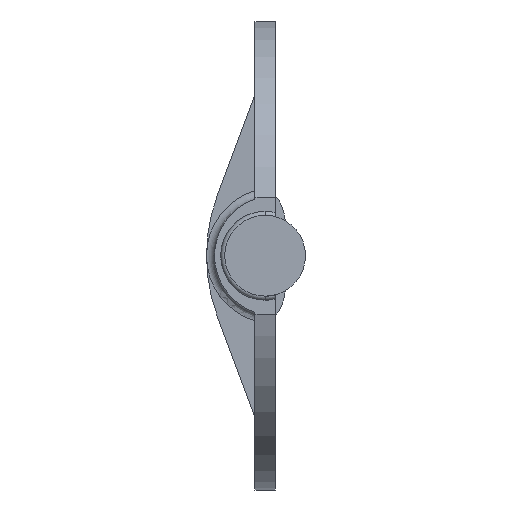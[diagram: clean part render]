
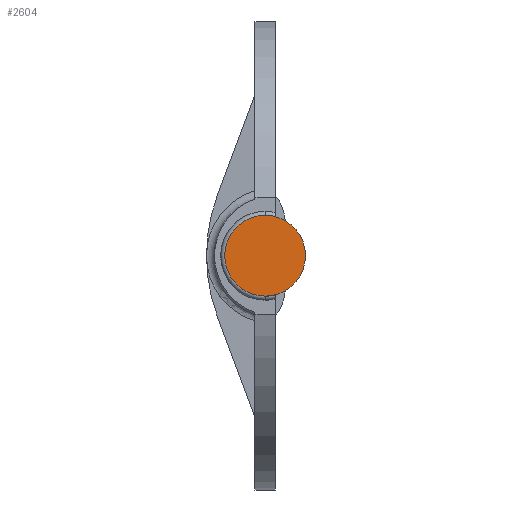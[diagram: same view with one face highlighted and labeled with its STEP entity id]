
A CAD part, left-side view. The second image highlights one B-rep face of the part: STEP entity #2604.
In plain terms, the highlighted planar face has unit normal (-1, 0, 0).
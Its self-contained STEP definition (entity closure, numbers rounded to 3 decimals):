
#144 = DIRECTION ( 'NONE',  ( 1., 0., 0. ) ) ;
#171 = EDGE_CURVE ( 'NONE', #1437, #3582, #1963, .T. ) ;
#281 = CARTESIAN_POINT ( 'NONE',  ( -54., 1.25, 0. ) ) ;
#396 = FACE_OUTER_BOUND ( 'NONE', #1382, .T. ) ;
#552 = DIRECTION ( 'NONE',  ( 1., 0., 0. ) ) ;
#725 = PLANE ( 'NONE',  #3051 ) ;
#882 = DIRECTION ( 'NONE',  ( 1., 0., 0. ) ) ;
#1382 = EDGE_LOOP ( 'NONE', ( #3074, #2828 ) ) ;
#1399 = CARTESIAN_POINT ( 'NONE',  ( -54., 1.25, -5. ) ) ;
#1437 = VERTEX_POINT ( 'NONE', #3171 ) ;
#1446 = DIRECTION ( 'NONE',  ( 0., 0., -1. ) ) ;
#1881 = CARTESIAN_POINT ( 'NONE',  ( -54., 1.25, 0. ) ) ;
#1963 = CIRCLE ( 'NONE', #2027, 5. ) ;
#2027 = AXIS2_PLACEMENT_3D ( 'NONE', #281, #882, #1446 ) ;
#2474 = DIRECTION ( 'NONE',  ( 0., 0., -1. ) ) ;
#2604 = ADVANCED_FACE ( 'NONE', ( #396 ), #725, .F. ) ;
#2689 = AXIS2_PLACEMENT_3D ( 'NONE', #3528, #552, #3766 ) ;
#2828 = ORIENTED_EDGE ( 'NONE', *, *, #2838, .F. ) ;
#2838 = EDGE_CURVE ( 'NONE', #3582, #1437, #2868, .T. ) ;
#2868 = CIRCLE ( 'NONE', #2689, 5. ) ;
#3051 = AXIS2_PLACEMENT_3D ( 'NONE', #1881, #144, #2474 ) ;
#3074 = ORIENTED_EDGE ( 'NONE', *, *, #171, .F. ) ;
#3171 = CARTESIAN_POINT ( 'NONE',  ( -54., 1.25, 5. ) ) ;
#3528 = CARTESIAN_POINT ( 'NONE',  ( -54., 1.25, 0. ) ) ;
#3582 = VERTEX_POINT ( 'NONE', #1399 ) ;
#3766 = DIRECTION ( 'NONE',  ( 0., 0., -1. ) ) ;
